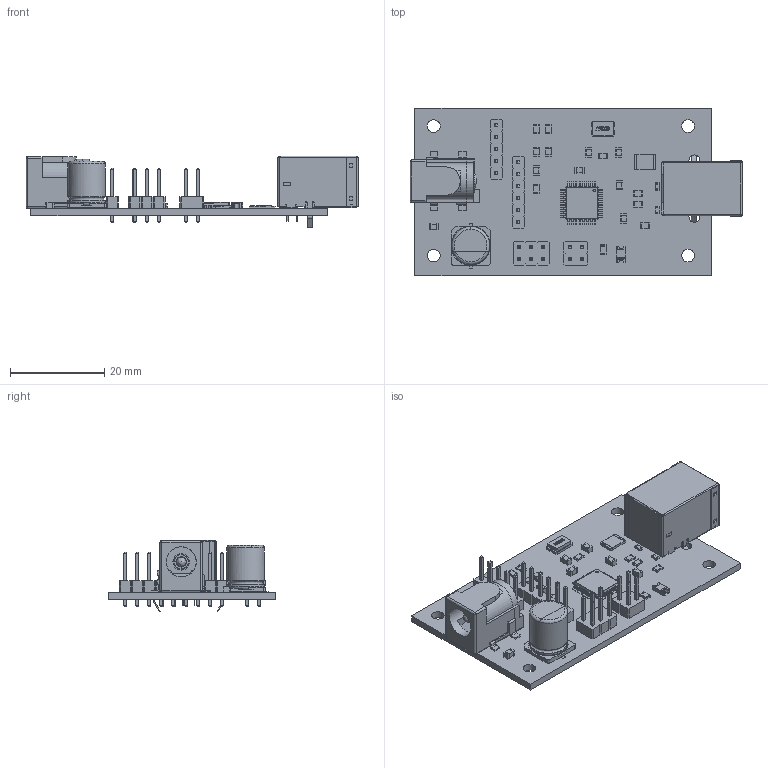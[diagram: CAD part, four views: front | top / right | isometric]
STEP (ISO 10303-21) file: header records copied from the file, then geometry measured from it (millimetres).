
FILE_DESCRIPTION(('KiCad electronic assembly'),'2;1');
FILE_NAME('t1-3D.step','2025-03-18T16:40:36',('Pcbnew'),('Kicad'), 'Open CASCADE STEP processor 7.6','KiCad to STEP converter','Unknown' );
FILE_SCHEMA(('AUTOMOTIVE_DESIGN { 1 0 10303 214 1 1 1 1 }'));
Length unit declared in the file: millimetre
Products named in the file (23): t1-3D 1; CP_Elec_8x10; C_0805_2012Metric; D_1206_3216Metric; LED_0805_2012Metric; R_1812_4532Metric; R_0805_2012Metric; 694106106102_(rev1); 6941xx106102; 6941xx106102_Capot; 694106301002_PinContact; 6941xx106102_PIN; 6941xx106102_PINBIS; 6941xx106102_PINLAME; PinHeader_1x05_P2.54mm_Vertical; PinHeader_2x02_P2.54mm_Vertical; PinHeader_2x03_P2.54mm_Vertical; PinHeader_1x06_P2.54mm_Vertical; R_0603_1608Metric; ABM3; USB_B_OST_USB-B1HSxx_Horizontal; TQFP-32_7x7mm_P0.8mm; t1_PCB
Assembly tree (37 placements, depth 3):
  t1-3D 1
    CP_Elec_8x10
    C_0805_2012Metric  x7
    D_1206_3216Metric
    LED_0805_2012Metric  x2
    R_1812_4532Metric
    R_0805_2012Metric  x8
    694106106102_(rev1)
      6941xx106102
      6941xx106102_Capot
      694106301002_PinContact
      6941xx106102_PIN
      6941xx106102_PINBIS
      6941xx106102_PINLAME
    PinHeader_1x05_P2.54mm_Vertical
    PinHeader_2x02_P2.54mm_Vertical
    PinHeader_2x03_P2.54mm_Vertical
    PinHeader_1x06_P2.54mm_Vertical
    R_0603_1608Metric  x2
    ABM3
    USB_B_OST_USB-B1HSxx_Horizontal
    TQFP-32_7x7mm_P0.8mm
    t1_PCB
Bounding box: 70.51 x 35.6 x 15.22 mm (x, y, z)
Volume: 6664.3 mm3; surface area: 10562.9 mm2
Topology: 36 solids, 36 shells, 2357 faces, 6097 edges, 3906 vertices
Faces by surface type: plane 1761, cylinder 476, bspline 95, torus 14, cone 6, sphere 4, revolution 1
Full cylindrical faces by diameter (mm): 0.5 x1, 0.95 x4, 1 x21, 1.4 x1, 1.45 x1, 1.6 x1, 1.8 x2, 2 x6, 2.3 x2, 2.35 x1, 2.7 x4, 3 x1, 3.2 x1, 3.5 x1, 6.4 x1, 8 x2
Entity records: 62929 total; most frequent: CARTESIAN_POINT 15373, ORIENTED_EDGE 9968, DIRECTION 9273, EDGE_CURVE 4984, LINE 4130, VECTOR 4130, VERTEX_POINT 3180, AXIS2_PLACEMENT_3D 2571
